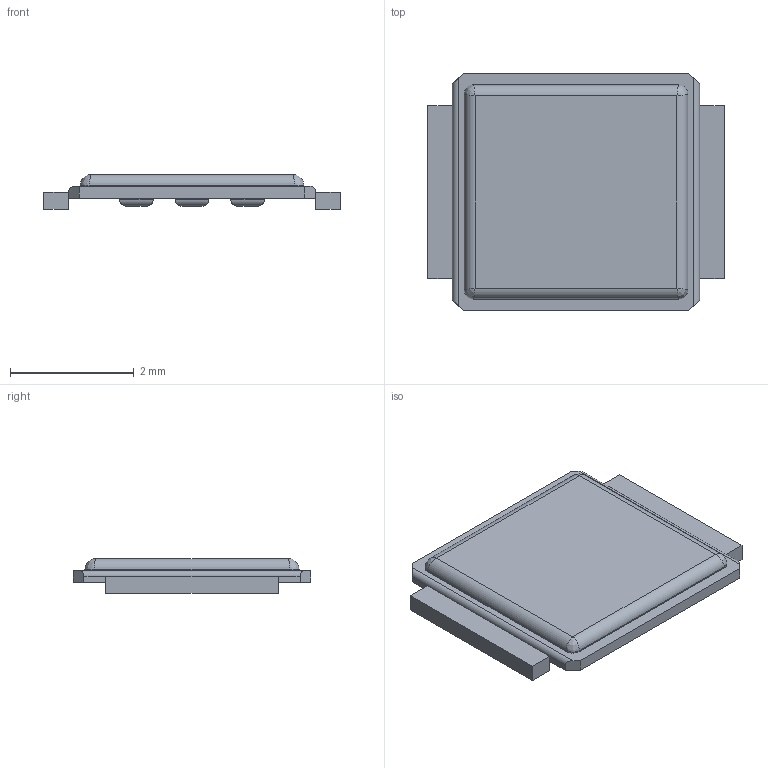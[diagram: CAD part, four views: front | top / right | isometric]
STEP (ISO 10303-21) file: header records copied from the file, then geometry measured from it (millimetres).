
FILE_DESCRIPTION(/* description */ ('model of DirectFET_S2'),/* implementation_level */ '2;1');
FILE_NAME(/* name */ 'DirectFET_S2.step',/* time_stamp */ '2017-10-17T20:11:30',/* author */ ('kicad StepUp','ksu'),/* organization */ ('FreeCAD'),/* preprocessor_version */ 'OCC',/* originating_system */ 'kicad StepUp',/* authorisation */ '');
FILE_SCHEMA(('AUTOMOTIVE_DESIGN { 1 0 10303 214 1 1 1 1 }'));
Length unit declared in the file: millimetre
Products named in the file (1): DirectFET_S2
Bounding box: 4.8 x 3.85 x 0.56 mm (x, y, z)
Volume: 5.2 mm3; surface area: 58.2 mm2
Topology: 1 solids, 1 shells, 97 faces, 236 edges, 144 vertices
Faces by surface type: plane 71, cylinder 22, bspline 4
Entity records: 2085 total; most frequent: CARTESIAN_POINT 501, ORIENTED_EDGE 348, EDGE_CURVE 232, LINE 178, VERTEX_POINT 144, FACE_BOUND 108, EDGE_LOOP 108, AXIS2_PLACEMENT_3D 100
